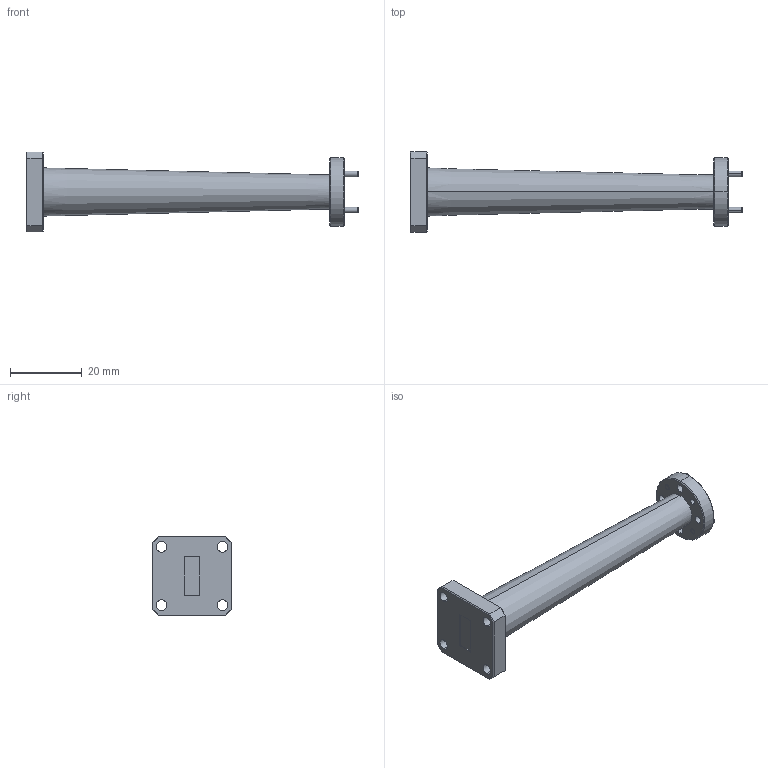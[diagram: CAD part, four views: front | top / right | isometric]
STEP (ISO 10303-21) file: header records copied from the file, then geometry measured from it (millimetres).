
FILE_DESCRIPTION (( 'STEP AP214' ), '1' );
FILE_NAME ('WT-KE, Defeatured.STEP', '2023-06-21T00:10:33', ( '' ), ( '' ), 'SwSTEP 2.0', 'SolidWorks 2021', '' );
FILE_SCHEMA (( 'AUTOMOTIVE_DESIGN' ));
Length unit declared in the file: inch
Products named in the file (1): WT-KE, Defeatured
Bounding box: 92.77 x 22.35 x 22.35 mm (x, y, z)
Volume: 11603.8 mm3; surface area: 5246.3 mm2
Topology: 3 solids, 3 shells, 114 faces, 270 edges, 168 vertices
Faces by surface type: plane 48, cylinder 44, cone 22
Entity records: 3396 total; most frequent: DIRECTION 620, CARTESIAN_POINT 553, ORIENTED_EDGE 540, EDGE_CURVE 270, AXIS2_PLACEMENT_3D 235, VERTEX_POINT 168, VECTOR 150, LINE 150
